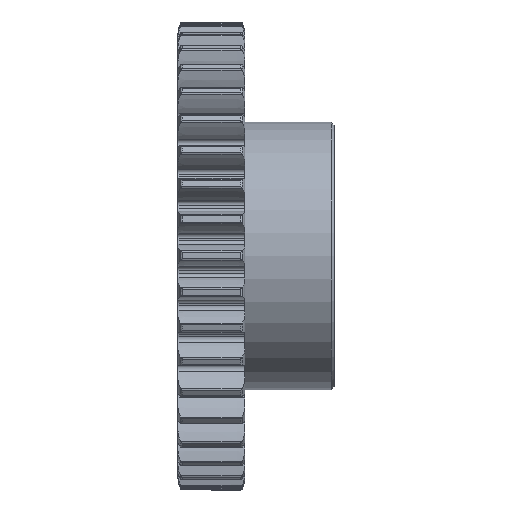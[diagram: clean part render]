
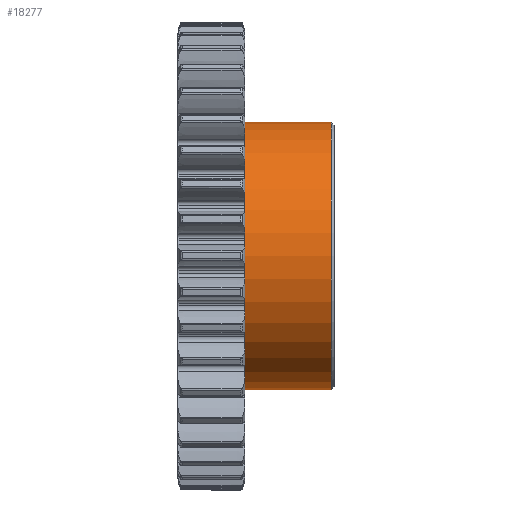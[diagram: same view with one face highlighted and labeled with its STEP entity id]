
A CAD part, top view. The second image highlights one B-rep face of the part: STEP entity #18277.
In plain terms, the highlighted cylindrical face has radius 6 mm (diameter 12 mm), a partial arc.
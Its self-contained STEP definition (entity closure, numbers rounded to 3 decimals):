
#2183=DIRECTION('',(-1.,0.,0.));
#2184=VECTOR('',#2183,4.375);
#2185=CARTESIAN_POINT('',(5.375,6.,0.));
#2186=LINE('',#2185,#2184);
#2198=DIRECTION('',(1.,0.,0.));
#2199=VECTOR('',#2198,4.375);
#2200=CARTESIAN_POINT('',(1.,-6.,0.));
#2201=LINE('',#2200,#2199);
#2213=CARTESIAN_POINT('',(1.,0.,0.));
#2214=DIRECTION('',(1.,0.,0.));
#2215=DIRECTION('',(0.,1.,0.));
#2216=AXIS2_PLACEMENT_3D('',#2213,#2214,#2215);
#2221=CARTESIAN_POINT('',(5.375,0.,0.));
#2222=DIRECTION('',(1.,0.,0.));
#2223=DIRECTION('',(0.,1.,0.));
#2224=AXIS2_PLACEMENT_3D('',#2221,#2222,#2223);
#15717=CARTESIAN_POINT('',(5.375,6.,0.));
#15719=VERTEX_POINT('',#15717);
#15721=CARTESIAN_POINT('',(5.375,-6.,0.));
#15723=VERTEX_POINT('',#15721);
#17425=CARTESIAN_POINT('',(1.,6.,0.));
#17427=VERTEX_POINT('',#17425);
#17435=CARTESIAN_POINT('',(1.,-6.,0.));
#17437=VERTEX_POINT('',#17435);
#18265=CARTESIAN_POINT('',(1.3,0.,0.));
#18266=DIRECTION('',(1.,0.,0.));
#18267=DIRECTION('',(0.,-1.,0.));
#18268=AXIS2_PLACEMENT_3D('',#18265,#18266,#18267);
#18269=CYLINDRICAL_SURFACE('',#18268,6.);
#18270=ORIENTED_EDGE('',*,*,#18259,.F.);
#18272=ORIENTED_EDGE('',*,*,#18271,.F.);
#18273=ORIENTED_EDGE('',*,*,#18255,.F.);
#18274=ORIENTED_EDGE('',*,*,#18232,.T.);
#18275=EDGE_LOOP('',(#18270,#18272,#18273,#18274));
#18276=FACE_OUTER_BOUND('',#18275,.F.);
#2217=CIRCLE('',#2216,6.);
#2225=CIRCLE('',#2224,6.);
#18232=EDGE_CURVE('',#15719,#15723,#2225,.T.);
#18255=EDGE_CURVE('',#15719,#17427,#2186,.T.);
#18259=EDGE_CURVE('',#17437,#15723,#2201,.T.);
#18271=EDGE_CURVE('',#17427,#17437,#2217,.T.);
#18277=ADVANCED_FACE('',(#18276),#18269,.T.);
